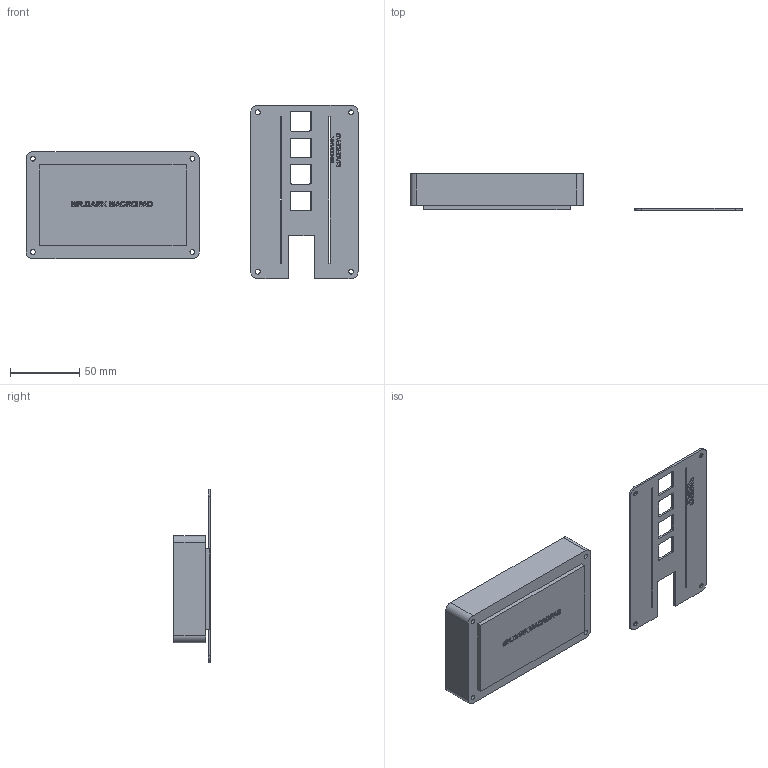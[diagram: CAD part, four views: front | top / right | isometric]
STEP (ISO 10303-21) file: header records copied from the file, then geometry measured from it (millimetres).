
FILE_DESCRIPTION(/* description */ (''),/* implementation_level */ '2;1');
FILE_NAME(/* name */ 'simple hack pad v2.step',/* time_stamp */ '2025-12-22T22:39:47+05:30',/* author */ (''),/* organization */ (''),/* preprocessor_version */ 'ST-DEVELOPER v20.1',/* originating_system */ 'Autodesk Translation Framework v14.21.0.0',/* authorisation */ '');
FILE_SCHEMA (('AUTOMOTIVE_DESIGN { 1 0 10303 214 3 1 1 }'));
Products named in the file (3): 2025-12-17-19-44-27-115; 2025-12-17-19-44-27-115_1; 2025-12-17-15-34-26-545
Assembly tree (2 placements, depth 2):
  2025-12-17-19-44-27-115
    2025-12-17-19-44-27-115_1
    2025-12-17-15-34-26-545
Bounding box: 239.07 x 26.32 x 124.78 mm (x, y, z)
Volume: 156266.7 mm3; surface area: 71752.4 mm2
Topology: 3 solids, 3 shells, 1545 faces, 4311 edges, 2874 vertices
Faces by surface type: plane 842, bspline 647, cylinder 56
Full cylindrical faces by diameter (mm): 3.4 x12
Entity records: 55321 total; most frequent: CARTESIAN_POINT 19761, ORIENTED_EDGE 8622, DIRECTION 4928, EDGE_CURVE 4311, LINE 2898, VECTOR 2898, VERTEX_POINT 2874, EDGE_LOOP 1711
